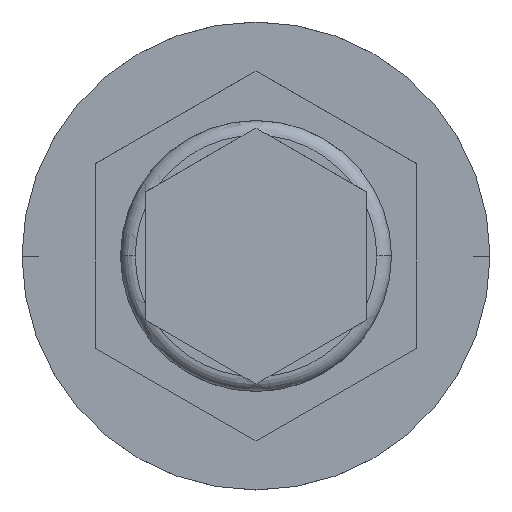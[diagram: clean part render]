
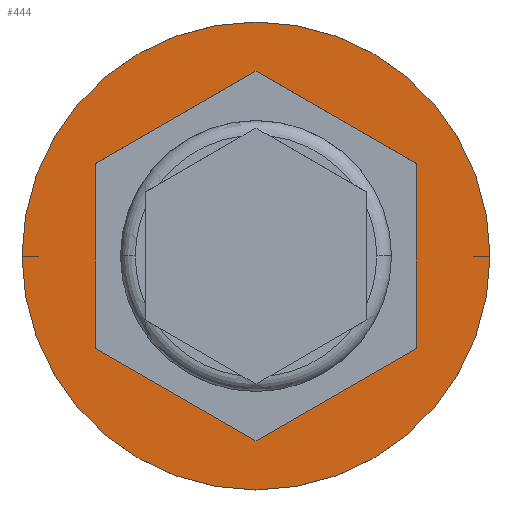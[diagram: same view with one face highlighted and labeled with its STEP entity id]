
A CAD part, top view. The second image highlights one B-rep face of the part: STEP entity #444.
In plain terms, the highlighted planar face has unit normal (0, 0, 1).
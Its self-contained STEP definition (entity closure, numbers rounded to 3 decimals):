
#25 = AXIS2_PLACEMENT_3D ( 'NONE', #2533, #3727, #2816 ) ;
#44 = CARTESIAN_POINT ( 'NONE',  ( -3.25, 1.876, 0. ) ) ;
#91 = CIRCLE ( 'NONE', #3115, 4.75 ) ;
#141 = LINE ( 'NONE', #443, #1004 ) ;
#199 = FACE_OUTER_BOUND ( 'NONE', #1469, .T. ) ;
#230 = EDGE_LOOP ( 'NONE', ( #724, #3250, #1800, #975, #252, #2486 ) ) ;
#241 = CARTESIAN_POINT ( 'NONE',  ( 0., 0., 0. ) ) ;
#252 = ORIENTED_EDGE ( 'NONE', *, *, #655, .F. ) ;
#331 = CARTESIAN_POINT ( 'NONE',  ( -3.25, -1.876, 0. ) ) ;
#383 = CARTESIAN_POINT ( 'NONE',  ( 4.75, 0., 0. ) ) ;
#413 = LINE ( 'NONE', #3648, #3557 ) ;
#443 = CARTESIAN_POINT ( 'NONE',  ( -3.25, -1.876, 0. ) ) ;
#444 = ADVANCED_FACE ( 'NONE', ( #3395, #199 ), #1001, .T. ) ;
#469 = VECTOR ( 'NONE', #3587, 1000. ) ;
#548 = CARTESIAN_POINT ( 'NONE',  ( 3.25, -1.876, 0. ) ) ;
#646 = CIRCLE ( 'NONE', #2808, 4.75 ) ;
#655 = EDGE_CURVE ( 'NONE', #3058, #1694, #1114, .T. ) ;
#724 = ORIENTED_EDGE ( 'NONE', *, *, #1714, .F. ) ;
#733 = VERTEX_POINT ( 'NONE', #2648 ) ;
#975 = ORIENTED_EDGE ( 'NONE', *, *, #3215, .F. ) ;
#1001 = PLANE ( 'NONE',  #25 ) ;
#1004 = VECTOR ( 'NONE', #2477, 1000. ) ;
#1090 = DIRECTION ( 'NONE',  ( 0., 0., 1. ) ) ;
#1114 = LINE ( 'NONE', #3567, #2866 ) ;
#1172 = DIRECTION ( 'NONE',  ( 0.866, 0.5, 0. ) ) ;
#1201 = ORIENTED_EDGE ( 'NONE', *, *, #3282, .T. ) ;
#1275 = DIRECTION ( 'NONE',  ( -0.866, -0.5, 0. ) ) ;
#1400 = DIRECTION ( 'NONE',  ( 1., 0., 0. ) ) ;
#1469 = EDGE_LOOP ( 'NONE', ( #1201, #2069 ) ) ;
#1482 = DIRECTION ( 'NONE',  ( 0., -1., 0. ) ) ;
#1549 = DIRECTION ( 'NONE',  ( 0., 1., 0. ) ) ;
#1694 = VERTEX_POINT ( 'NONE', #331 ) ;
#1714 = EDGE_CURVE ( 'NONE', #733, #2528, #2356, .T. ) ;
#1800 = ORIENTED_EDGE ( 'NONE', *, *, #3330, .F. ) ;
#1832 = CARTESIAN_POINT ( 'NONE',  ( 3.25, -1.876, 0. ) ) ;
#1860 = VERTEX_POINT ( 'NONE', #383 ) ;
#2069 = ORIENTED_EDGE ( 'NONE', *, *, #2812, .T. ) ;
#2076 = CARTESIAN_POINT ( 'NONE',  ( 3.25, 1.876, 0. ) ) ;
#2106 = CARTESIAN_POINT ( 'NONE',  ( 0., -3.753, 0. ) ) ;
#2228 = CARTESIAN_POINT ( 'NONE',  ( 0., 3.753, 0. ) ) ;
#2297 = VERTEX_POINT ( 'NONE', #2683 ) ;
#2356 = LINE ( 'NONE', #2076, #469 ) ;
#2422 = EDGE_CURVE ( 'NONE', #2718, #733, #3047, .T. ) ;
#2477 = DIRECTION ( 'NONE',  ( 0.866, -0.5, 0. ) ) ;
#2486 = ORIENTED_EDGE ( 'NONE', *, *, #2978, .F. ) ;
#2528 = VERTEX_POINT ( 'NONE', #2228 ) ;
#2533 = CARTESIAN_POINT ( 'NONE',  ( 0., 0., 0. ) ) ;
#2630 = VECTOR ( 'NONE', #1172, 1000. ) ;
#2648 = CARTESIAN_POINT ( 'NONE',  ( 3.25, 1.876, 0. ) ) ;
#2653 = LINE ( 'NONE', #2106, #2630 ) ;
#2683 = CARTESIAN_POINT ( 'NONE',  ( 0., -3.753, 0. ) ) ;
#2718 = VERTEX_POINT ( 'NONE', #548 ) ;
#2808 = AXIS2_PLACEMENT_3D ( 'NONE', #2882, #1090, #1400 ) ;
#2812 = EDGE_CURVE ( 'NONE', #3788, #1860, #91, .T. ) ;
#2816 = DIRECTION ( 'NONE',  ( 1., 0., 0. ) ) ;
#2866 = VECTOR ( 'NONE', #1482, 1000. ) ;
#2882 = CARTESIAN_POINT ( 'NONE',  ( 0., 0., 0. ) ) ;
#2978 = EDGE_CURVE ( 'NONE', #2528, #3058, #413, .T. ) ;
#3047 = LINE ( 'NONE', #1832, #3358 ) ;
#3058 = VERTEX_POINT ( 'NONE', #44 ) ;
#3115 = AXIS2_PLACEMENT_3D ( 'NONE', #241, #3808, #3237 ) ;
#3215 = EDGE_CURVE ( 'NONE', #1694, #2297, #141, .T. ) ;
#3237 = DIRECTION ( 'NONE',  ( 1., 0., 0. ) ) ;
#3250 = ORIENTED_EDGE ( 'NONE', *, *, #2422, .F. ) ;
#3282 = EDGE_CURVE ( 'NONE', #1860, #3788, #646, .T. ) ;
#3330 = EDGE_CURVE ( 'NONE', #2297, #2718, #2653, .T. ) ;
#3358 = VECTOR ( 'NONE', #1549, 1000. ) ;
#3395 = FACE_BOUND ( 'NONE', #230, .T. ) ;
#3557 = VECTOR ( 'NONE', #1275, 1000. ) ;
#3567 = CARTESIAN_POINT ( 'NONE',  ( -3.25, 1.876, 0. ) ) ;
#3587 = DIRECTION ( 'NONE',  ( -0.866, 0.5, 0. ) ) ;
#3648 = CARTESIAN_POINT ( 'NONE',  ( 0., 3.753, 0. ) ) ;
#3727 = DIRECTION ( 'NONE',  ( 0., 0., 1. ) ) ;
#3788 = VERTEX_POINT ( 'NONE', #3793 ) ;
#3793 = CARTESIAN_POINT ( 'NONE',  ( -4.75, 0., 0. ) ) ;
#3808 = DIRECTION ( 'NONE',  ( 0., 0., 1. ) ) ;
